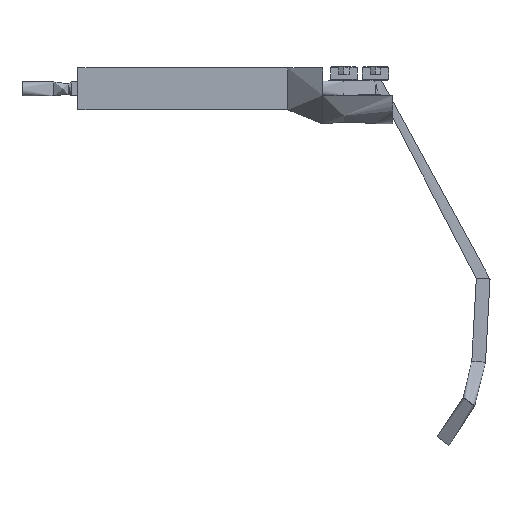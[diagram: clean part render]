
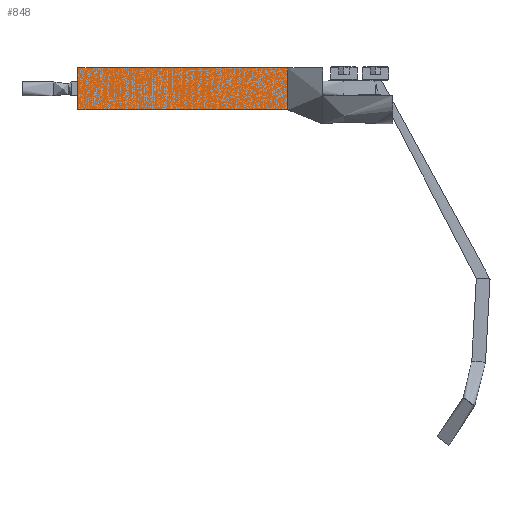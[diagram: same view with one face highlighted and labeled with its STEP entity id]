
A CAD part, left-side view. The second image highlights one B-rep face of the part: STEP entity #848.
In plain terms, the highlighted free-form (B-spline) face has degree [2, 1] with [5, 2] control points.
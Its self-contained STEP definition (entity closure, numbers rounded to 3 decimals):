
#405=(
BOUNDED_CURVE()
B_SPLINE_CURVE(2,(#18301,#18302,#18303,#18304,#18305),.UNSPECIFIED.,.F.,
 .F.)
B_SPLINE_CURVE_WITH_KNOTS((3,2,3),(-18.221,-13.666,-9.11),
 .UNSPECIFIED.)
CURVE()
GEOMETRIC_REPRESENTATION_ITEM()
RATIONAL_B_SPLINE_CURVE((1.,0.707,1.,0.707,1.))
REPRESENTATION_ITEM('')
);
#418=(
BOUNDED_CURVE()
B_SPLINE_CURVE(1,(#18441,#18442),.UNSPECIFIED.,.F.,.F.)
B_SPLINE_CURVE_WITH_KNOTS((2,2),(0.,20.),.UNSPECIFIED.)
CURVE()
GEOMETRIC_REPRESENTATION_ITEM()
RATIONAL_B_SPLINE_CURVE((1.,1.))
REPRESENTATION_ITEM('')
);
#420=(
BOUNDED_CURVE()
B_SPLINE_CURVE(2,(#18448,#18449,#18450,#18451,#18452),.UNSPECIFIED.,.F.,
 .F.)
B_SPLINE_CURVE_WITH_KNOTS((3,2,3),(9.11,13.666,18.221),
 .UNSPECIFIED.)
CURVE()
GEOMETRIC_REPRESENTATION_ITEM()
RATIONAL_B_SPLINE_CURVE((1.,0.707,1.,0.707,1.))
REPRESENTATION_ITEM('')
);
#603=(
BOUNDED_SURFACE()
B_SPLINE_SURFACE(2,1,((#17998,#17999),(#18000,#18001),(#18002,#18003),(#18004,
#18005),(#18006,#18007)),.UNSPECIFIED.,.F.,.F.,.F.)
B_SPLINE_SURFACE_WITH_KNOTS((3,2,3),(2,2),(-18.221,-13.666,
-9.11),(0.,20.),.UNSPECIFIED.)
GEOMETRIC_REPRESENTATION_ITEM()
RATIONAL_B_SPLINE_SURFACE(((1.,1.),(0.707,0.707),
(1.,1.),(0.707,0.707),(1.,1.)))
REPRESENTATION_ITEM('')
SURFACE()
);
#848=ADVANCED_FACE('',(#1068),#603,.T.);
#1068=FACE_OUTER_BOUND('',#1298,.T.);
#1298=EDGE_LOOP('',(#1936,#1937,#1938,#1939));
#1936=ORIENTED_EDGE('',*,*,#2469,.T.);
#1937=ORIENTED_EDGE('',*,*,#2471,.T.);
#1938=ORIENTED_EDGE('',*,*,#2443,.F.);
#1939=ORIENTED_EDGE('',*,*,#2442,.T.);
#2442=EDGE_CURVE('',#3030,#3046,#405,.T.);
#2443=EDGE_CURVE('',#3030,#3031,#2710,.T.);
#2469=EDGE_CURVE('',#3046,#3047,#418,.T.);
#2471=EDGE_CURVE('',#3047,#3031,#420,.T.);
#2710=B_SPLINE_CURVE_WITH_KNOTS('',1,(#18306,#18307),.UNSPECIFIED.,.F.,
 .F.,(2,2),(0.,20.),.UNSPECIFIED.);
#3030=VERTEX_POINT('',#18216);
#3031=VERTEX_POINT('',#18217);
#3046=VERTEX_POINT('',#18232);
#3047=VERTEX_POINT('',#18233);
#17998=CARTESIAN_POINT('',(100.543,53.527,3.));
#17999=CARTESIAN_POINT('',(100.543,23.527,3.));
#18000=CARTESIAN_POINT('',(97.543,53.527,3.));
#18001=CARTESIAN_POINT('',(97.543,23.527,3.));
#18002=CARTESIAN_POINT('',(97.543,53.527,0.));
#18003=CARTESIAN_POINT('',(97.543,23.527,0.));
#18004=CARTESIAN_POINT('',(97.543,53.527,-3.));
#18005=CARTESIAN_POINT('',(97.543,23.527,-3.));
#18006=CARTESIAN_POINT('',(100.543,53.527,-3.));
#18007=CARTESIAN_POINT('',(100.543,23.527,-3.));
#18216=CARTESIAN_POINT('',(100.543,53.527,3.));
#18217=CARTESIAN_POINT('',(100.543,23.527,3.));
#18232=CARTESIAN_POINT('',(100.543,53.527,-3.));
#18233=CARTESIAN_POINT('',(100.543,23.527,-3.));
#18301=CARTESIAN_POINT('',(100.543,53.527,3.));
#18302=CARTESIAN_POINT('',(97.543,53.527,3.));
#18303=CARTESIAN_POINT('',(97.543,53.527,0.));
#18304=CARTESIAN_POINT('',(97.543,53.527,-3.));
#18305=CARTESIAN_POINT('',(100.543,53.527,-3.));
#18306=CARTESIAN_POINT('',(100.543,53.527,3.));
#18307=CARTESIAN_POINT('',(100.543,23.527,3.));
#18441=CARTESIAN_POINT('',(100.543,53.527,-3.));
#18442=CARTESIAN_POINT('',(100.543,23.527,-3.));
#18448=CARTESIAN_POINT('',(100.543,23.527,-3.));
#18449=CARTESIAN_POINT('',(97.543,23.527,-3.));
#18450=CARTESIAN_POINT('',(97.543,23.527,0.));
#18451=CARTESIAN_POINT('',(97.543,23.527,3.));
#18452=CARTESIAN_POINT('',(100.543,23.527,3.));
